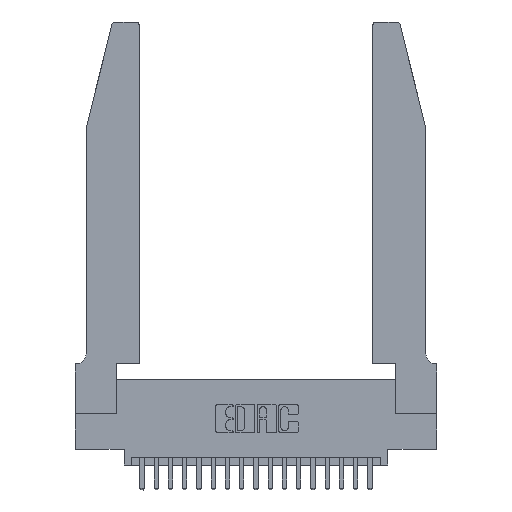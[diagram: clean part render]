
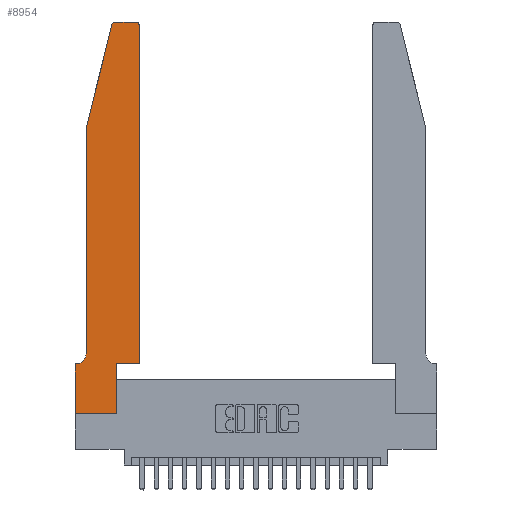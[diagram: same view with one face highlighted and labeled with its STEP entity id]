
A CAD part, top view. The second image highlights one B-rep face of the part: STEP entity #8954.
In plain terms, the highlighted planar face has unit normal (0, 0, 1).
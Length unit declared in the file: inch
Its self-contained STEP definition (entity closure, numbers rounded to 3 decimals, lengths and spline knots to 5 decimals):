
#227 = VECTOR ( 'NONE', #3079, 39.37008 ) ;
#517 = VERTEX_POINT ( 'NONE', #6245 ) ;
#540 = LINE ( 'NONE', #16189, #20491 ) ;
#628 = ORIENTED_EDGE ( 'NONE', *, *, #4402, .T. ) ;
#998 = ORIENTED_EDGE ( 'NONE', *, *, #21315, .T. ) ;
#1297 = EDGE_CURVE ( 'NONE', #20751, #517, #11217, .T. ) ;
#1480 = VERTEX_POINT ( 'NONE', #5971 ) ;
#1743 = CARTESIAN_POINT ( 'NONE',  ( 0., 0., 0.37 ) ) ;
#1903 = VERTEX_POINT ( 'NONE', #10971 ) ;
#2116 = VECTOR ( 'NONE', #18047, 39.37008 ) ;
#2154 = FACE_OUTER_BOUND ( 'NONE', #2375, .T. ) ;
#2243 = EDGE_CURVE ( 'NONE', #14048, #20682, #17264, .T. ) ;
#2349 = EDGE_CURVE ( 'NONE', #7160, #12202, #8555, .T. ) ;
#2375 = EDGE_LOOP ( 'NONE', ( #7541, #10691, #12797, #8435, #7859, #19599, #998, #628, #5128, #16566, #7310, #8842 ) ) ;
#2460 = DIRECTION ( 'NONE',  ( 0., 0., 1. ) ) ;
#2895 = CARTESIAN_POINT ( 'NONE',  ( 0.0755, 0.42, 0.37 ) ) ;
#2920 = CIRCLE ( 'NONE', #19523, 0.03 ) ;
#3079 = DIRECTION ( 'NONE',  ( -1., 0., 0. ) ) ;
#3220 = DIRECTION ( 'NONE',  ( 1., 0., 0. ) ) ;
#3370 = CARTESIAN_POINT ( 'NONE',  ( 0.0755, 2., 0.37 ) ) ;
#3690 = LINE ( 'NONE', #7152, #17363 ) ;
#4075 = DIRECTION ( 'NONE',  ( -0.239, -0.971, 0. ) ) ;
#4402 = EDGE_CURVE ( 'NONE', #20842, #1903, #13601, .T. ) ;
#4646 = DIRECTION ( 'NONE',  ( 0., 0., 1. ) ) ;
#4825 = VECTOR ( 'NONE', #4075, 39.37008 ) ;
#5128 = ORIENTED_EDGE ( 'NONE', *, *, #9571, .T. ) ;
#5193 = CARTESIAN_POINT ( 'NONE',  ( 0., 0.35, 0.37 ) ) ;
#5317 = DIRECTION ( 'NONE',  ( 0., 1., 0. ) ) ;
#5595 = DIRECTION ( 'NONE',  ( 1., 0., 0. ) ) ;
#5744 = DIRECTION ( 'NONE',  ( -1., 0., 0. ) ) ;
#5846 = EDGE_CURVE ( 'NONE', #21682, #1480, #8324, .T. ) ;
#5971 = CARTESIAN_POINT ( 'NONE',  ( 0.4505, 0.35, 0.37 ) ) ;
#6245 = CARTESIAN_POINT ( 'NONE',  ( 0.284, 2.75, 0.37 ) ) ;
#6371 = CARTESIAN_POINT ( 'NONE',  ( 0.4505, 0.35, 0.37 ) ) ;
#6867 = DIRECTION ( 'NONE',  ( 0., -1., 0. ) ) ;
#7152 = CARTESIAN_POINT ( 'NONE',  ( 0.2865, 0.35, 0.37 ) ) ;
#7160 = VERTEX_POINT ( 'NONE', #12818 ) ;
#7218 = EDGE_CURVE ( 'NONE', #19105, #14048, #14572, .T. ) ;
#7310 = ORIENTED_EDGE ( 'NONE', *, *, #12554, .T. ) ;
#7541 = ORIENTED_EDGE ( 'NONE', *, *, #1297, .T. ) ;
#7859 = ORIENTED_EDGE ( 'NONE', *, *, #16357, .T. ) ;
#8078 = VECTOR ( 'NONE', #18692, 39.37008 ) ;
#8193 = CARTESIAN_POINT ( 'NONE',  ( 0., 0., 0.37 ) ) ;
#8291 = DIRECTION ( 'NONE',  ( 0., 0., -1. ) ) ;
#8324 = LINE ( 'NONE', #9058, #11163 ) ;
#8435 = ORIENTED_EDGE ( 'NONE', *, *, #2243, .T. ) ;
#8555 = LINE ( 'NONE', #11657, #227 ) ;
#8842 = ORIENTED_EDGE ( 'NONE', *, *, #19774, .T. ) ;
#8951 = CARTESIAN_POINT ( 'NONE',  ( 0.2865, 0.35, 0.37 ) ) ;
#8954 = ADVANCED_FACE ( 'NONE', ( #2154 ), #16377, .T. ) ;
#9058 = CARTESIAN_POINT ( 'NONE',  ( 0.4505, 0.35, 0.37 ) ) ;
#9571 = EDGE_CURVE ( 'NONE', #1903, #21682, #3690, .T. ) ;
#9807 = CARTESIAN_POINT ( 'NONE',  ( 0., 0.35, 0.37 ) ) ;
#10591 = CIRCLE ( 'NONE', #17889, 0.07 ) ;
#10691 = ORIENTED_EDGE ( 'NONE', *, *, #11255, .T. ) ;
#10935 = CARTESIAN_POINT ( 'NONE',  ( 0.2605, 2.75, 0.37 ) ) ;
#10971 = CARTESIAN_POINT ( 'NONE',  ( 0.2865, 0., 0.37 ) ) ;
#11163 = VECTOR ( 'NONE', #5595, 39.37008 ) ;
#11206 = CARTESIAN_POINT ( 'NONE',  ( 0.284, 2.72, 0.37 ) ) ;
#11217 = LINE ( 'NONE', #10935, #18117 ) ;
#11255 = EDGE_CURVE ( 'NONE', #517, #19105, #2920, .T. ) ;
#11657 = CARTESIAN_POINT ( 'NONE',  ( 0.0755, 0.35, 0.37 ) ) ;
#12202 = VERTEX_POINT ( 'NONE', #5193 ) ;
#12275 = AXIS2_PLACEMENT_3D ( 'NONE', #9807, #4646, #3220 ) ;
#12412 = DIRECTION ( 'NONE',  ( 1., 0., 0. ) ) ;
#12554 = EDGE_CURVE ( 'NONE', #1480, #18361, #15226, .T. ) ;
#12721 = CARTESIAN_POINT ( 'NONE',  ( 0.4205, 2.75, 0.37 ) ) ;
#12797 = ORIENTED_EDGE ( 'NONE', *, *, #7218, .T. ) ;
#12818 = CARTESIAN_POINT ( 'NONE',  ( 0.0055, 0.35, 0.37 ) ) ;
#13133 = AXIS2_PLACEMENT_3D ( 'NONE', #20834, #2460, #12412 ) ;
#13601 = LINE ( 'NONE', #1743, #8078 ) ;
#13695 = CIRCLE ( 'NONE', #13133, 0.03 ) ;
#13772 = CARTESIAN_POINT ( 'NONE',  ( 0.0755, 2., 0.37 ) ) ;
#14048 = VERTEX_POINT ( 'NONE', #3370 ) ;
#14572 = LINE ( 'NONE', #13772, #4825 ) ;
#14634 = DIRECTION ( 'NONE',  ( 0., 0., 1. ) ) ;
#15059 = CARTESIAN_POINT ( 'NONE',  ( 0.0055, 0.42, 0.37 ) ) ;
#15226 = LINE ( 'NONE', #6371, #2116 ) ;
#16112 = DIRECTION ( 'NONE',  ( 0., -1., 0. ) ) ;
#16189 = CARTESIAN_POINT ( 'NONE',  ( 0., 0., 0.37 ) ) ;
#16357 = EDGE_CURVE ( 'NONE', #20682, #7160, #10591, .T. ) ;
#16377 = PLANE ( 'NONE',  #12275 ) ;
#16566 = ORIENTED_EDGE ( 'NONE', *, *, #5846, .T. ) ;
#16986 = CARTESIAN_POINT ( 'NONE',  ( 0.0755, 2., 0.37 ) ) ;
#17264 = LINE ( 'NONE', #16986, #18332 ) ;
#17363 = VECTOR ( 'NONE', #5317, 39.37008 ) ;
#17889 = AXIS2_PLACEMENT_3D ( 'NONE', #15059, #8291, #20075 ) ;
#18047 = DIRECTION ( 'NONE',  ( 0., 1., 0. ) ) ;
#18117 = VECTOR ( 'NONE', #5744, 39.37008 ) ;
#18179 = DIRECTION ( 'NONE',  ( 1., 0., 0. ) ) ;
#18332 = VECTOR ( 'NONE', #6867, 39.37008 ) ;
#18361 = VERTEX_POINT ( 'NONE', #18707 ) ;
#18692 = DIRECTION ( 'NONE',  ( 1., 0., 0. ) ) ;
#18707 = CARTESIAN_POINT ( 'NONE',  ( 0.4505, 2.72, 0.37 ) ) ;
#19105 = VERTEX_POINT ( 'NONE', #20574 ) ;
#19523 = AXIS2_PLACEMENT_3D ( 'NONE', #11206, #14634, #18179 ) ;
#19599 = ORIENTED_EDGE ( 'NONE', *, *, #2349, .T. ) ;
#19774 = EDGE_CURVE ( 'NONE', #18361, #20751, #13695, .T. ) ;
#20075 = DIRECTION ( 'NONE',  ( -1., 0., 0. ) ) ;
#20491 = VECTOR ( 'NONE', #16112, 39.37008 ) ;
#20574 = CARTESIAN_POINT ( 'NONE',  ( 0.25487, 2.72718, 0.37 ) ) ;
#20682 = VERTEX_POINT ( 'NONE', #2895 ) ;
#20751 = VERTEX_POINT ( 'NONE', #12721 ) ;
#20834 = CARTESIAN_POINT ( 'NONE',  ( 0.4205, 2.72, 0.37 ) ) ;
#20842 = VERTEX_POINT ( 'NONE', #8193 ) ;
#21315 = EDGE_CURVE ( 'NONE', #12202, #20842, #540, .T. ) ;
#21682 = VERTEX_POINT ( 'NONE', #8951 ) ;
